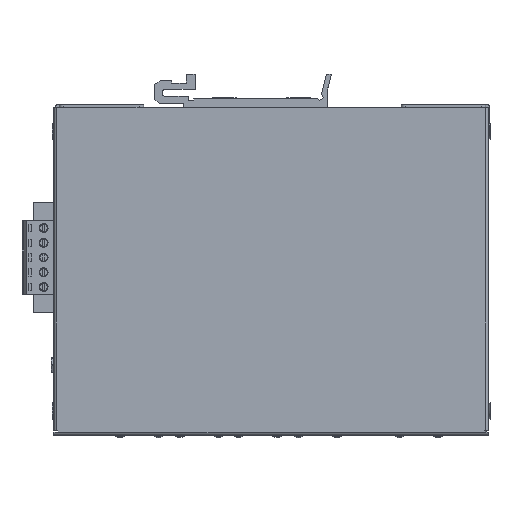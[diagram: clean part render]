
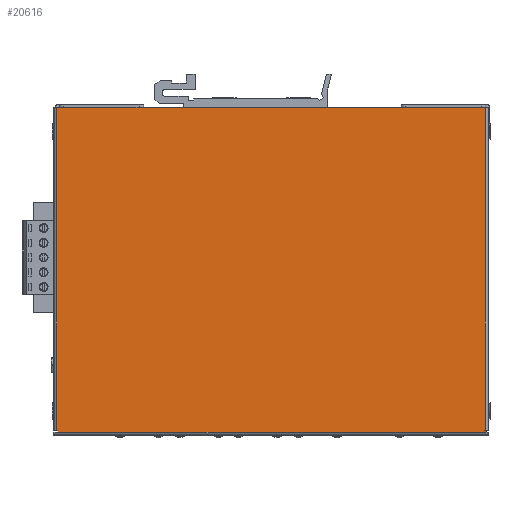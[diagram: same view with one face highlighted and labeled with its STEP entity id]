
A CAD part, top view. The second image highlights one B-rep face of the part: STEP entity #20616.
In plain terms, the highlighted planar face has unit normal (0, 0, 1).
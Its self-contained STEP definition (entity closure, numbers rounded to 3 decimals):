
#12051=DIRECTION('',(0.,1.,0.));
#12052=VECTOR('',#12051,87.7);
#12053=CARTESIAN_POINT('',(10503.377,-2290.654,
45.398));
#12054=LINE('',#12053,#12052);
#12307=DIRECTION('',(0.,-1.,0.));
#12308=VECTOR('',#12307,0.5);
#12309=CARTESIAN_POINT('',(10503.577,-2290.654,
45.398));
#12310=LINE('',#12309,#12308);
#12311=DIRECTION('',(1.,0.,0.));
#12312=VECTOR('',#12311,0.2);
#12313=CARTESIAN_POINT('',(10503.377,-2290.654,
45.398));
#12314=LINE('',#12313,#12312);
#12315=DIRECTION('',(-1.,0.,0.));
#12316=VECTOR('',#12315,116.4);
#12317=CARTESIAN_POINT('',(10619.777,-2202.954,
45.398));
#12318=LINE('',#12317,#12316);
#12319=DIRECTION('',(1.,0.,0.));
#12320=VECTOR('',#12319,0.2);
#12321=CARTESIAN_POINT('',(10619.577,-2290.654,
45.398));
#12322=LINE('',#12321,#12320);
#12323=DIRECTION('',(0.,-1.,0.));
#12324=VECTOR('',#12323,0.5);
#12325=CARTESIAN_POINT('',(10619.577,-2290.654,
45.398));
#12326=LINE('',#12325,#12324);
#12423=DIRECTION('',(-1.,0.,0.));
#12424=VECTOR('',#12423,116.);
#12425=CARTESIAN_POINT('',(10619.577,-2291.154,
45.398));
#12426=LINE('',#12425,#12424);
#12827=DIRECTION('',(0.,-1.,0.));
#12828=VECTOR('',#12827,87.7);
#12829=CARTESIAN_POINT('',(10619.777,-2202.954,
45.398));
#12830=LINE('',#12829,#12828);
#17224=CARTESIAN_POINT('',(10619.777,-2290.654,
45.398));
#17226=VERTEX_POINT('',#17224);
#17285=CARTESIAN_POINT('',(10619.777,-2202.954,
45.398));
#17287=VERTEX_POINT('',#17285);
#17289=CARTESIAN_POINT('',(10619.577,-2290.654,
45.398));
#17290=VERTEX_POINT('',#17289);
#17429=CARTESIAN_POINT('',(10503.377,-2202.954,
45.398));
#17430=VERTEX_POINT('',#17429);
#17431=CARTESIAN_POINT('',(10619.577,-2291.154,
45.398));
#17432=VERTEX_POINT('',#17431);
#17517=CARTESIAN_POINT('',(10503.577,-2291.154,
45.398));
#17518=VERTEX_POINT('',#17517);
#17598=CARTESIAN_POINT('',(10503.377,-2290.654,
45.398));
#17599=VERTEX_POINT('',#17598);
#17600=CARTESIAN_POINT('',(10503.577,-2290.654,
45.398));
#17601=VERTEX_POINT('',#17600);
#20597=CARTESIAN_POINT('',(10561.577,-2247.454,
45.398));
#20598=DIRECTION('',(0.,0.,1.));
#20599=DIRECTION('',(1.,0.,0.));
#20600=AXIS2_PLACEMENT_3D('',#20597,#20598,#20599);
#20601=PLANE('',#20600);
#20603=ORIENTED_EDGE('',*,*,#20602,.T.);
#20605=ORIENTED_EDGE('',*,*,#20604,.T.);
#20607=ORIENTED_EDGE('',*,*,#20606,.F.);
#20608=ORIENTED_EDGE('',*,*,#20354,.F.);
#20609=ORIENTED_EDGE('',*,*,#20375,.T.);
#20610=ORIENTED_EDGE('',*,*,#20393,.F.);
#20612=ORIENTED_EDGE('',*,*,#20611,.T.);
#20613=ORIENTED_EDGE('',*,*,#20581,.F.);
#20614=EDGE_LOOP('',(#20603,#20605,#20607,#20608,#20609,#20610,#20612,#20613));
#20615=FACE_OUTER_BOUND('',#20614,.F.);
#20354=EDGE_CURVE('',#17599,#17601,#12314,.T.);
#20375=EDGE_CURVE('',#17599,#17430,#12054,.T.);
#20393=EDGE_CURVE('',#17287,#17430,#12318,.T.);
#20581=EDGE_CURVE('',#17290,#17226,#12322,.T.);
#20602=EDGE_CURVE('',#17290,#17432,#12326,.T.);
#20604=EDGE_CURVE('',#17432,#17518,#12426,.T.);
#20606=EDGE_CURVE('',#17601,#17518,#12310,.T.);
#20611=EDGE_CURVE('',#17287,#17226,#12830,.T.);
#20616=ADVANCED_FACE('',(#20615),#20601,.T.);
